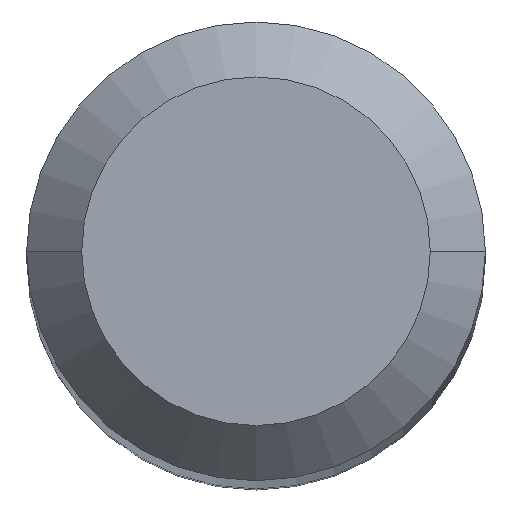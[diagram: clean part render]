
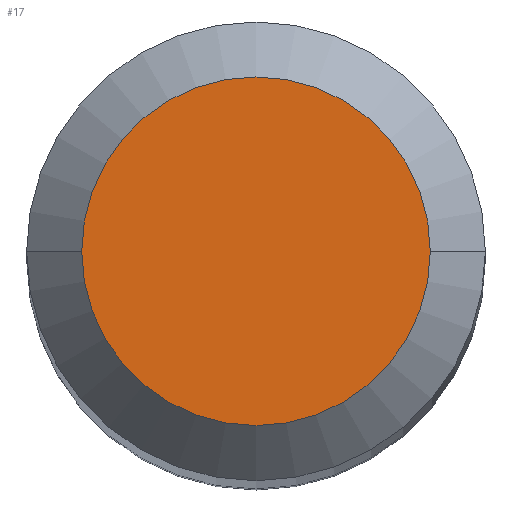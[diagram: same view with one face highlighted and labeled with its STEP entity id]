
A CAD part, top view. The second image highlights one B-rep face of the part: STEP entity #17.
In plain terms, the highlighted planar face has unit normal (0, 0, 1).
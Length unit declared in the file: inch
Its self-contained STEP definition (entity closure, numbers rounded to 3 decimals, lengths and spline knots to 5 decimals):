
#17 = ADVANCED_FACE ( 'NONE', ( #143 ), #121, .T. ) ;
#36 = EDGE_CURVE ( 'NONE', #139, #193, #260, .T. ) ;
#45 = DIRECTION ( 'NONE',  ( 1., 0., 0. ) ) ;
#47 = CARTESIAN_POINT ( 'NONE',  ( 0., 0., 1.5 ) ) ;
#67 = DIRECTION ( 'NONE',  ( 0., 0., 1. ) ) ;
#96 = AXIS2_PLACEMENT_3D ( 'NONE', #128, #97, #220 ) ;
#97 = DIRECTION ( 'NONE',  ( 0., 0., 1. ) ) ;
#104 = EDGE_LOOP ( 'NONE', ( #275, #135 ) ) ;
#121 = PLANE ( 'NONE',  #181 ) ;
#128 = CARTESIAN_POINT ( 'NONE',  ( 0., 0., 1.5 ) ) ;
#135 = ORIENTED_EDGE ( 'NONE', *, *, #36, .T. ) ;
#139 = VERTEX_POINT ( 'NONE', #199 ) ;
#143 = FACE_OUTER_BOUND ( 'NONE', #104, .T. ) ;
#144 = CIRCLE ( 'NONE', #96, 0.0475 ) ;
#151 = AXIS2_PLACEMENT_3D ( 'NONE', #47, #167, #45 ) ;
#167 = DIRECTION ( 'NONE',  ( 0., 0., 1. ) ) ;
#169 = EDGE_CURVE ( 'NONE', #193, #139, #144, .T. ) ;
#181 = AXIS2_PLACEMENT_3D ( 'NONE', #280, #67, #257 ) ;
#193 = VERTEX_POINT ( 'NONE', #263 ) ;
#199 = CARTESIAN_POINT ( 'NONE',  ( 0.0475, 0., 1.5 ) ) ;
#220 = DIRECTION ( 'NONE',  ( 1., 0., 0. ) ) ;
#257 = DIRECTION ( 'NONE',  ( 1., 0., 0. ) ) ;
#260 = CIRCLE ( 'NONE', #151, 0.0475 ) ;
#263 = CARTESIAN_POINT ( 'NONE',  ( -0.0475, 0., 1.5 ) ) ;
#275 = ORIENTED_EDGE ( 'NONE', *, *, #169, .T. ) ;
#280 = CARTESIAN_POINT ( 'NONE',  ( 0., 0., 1.5 ) ) ;
